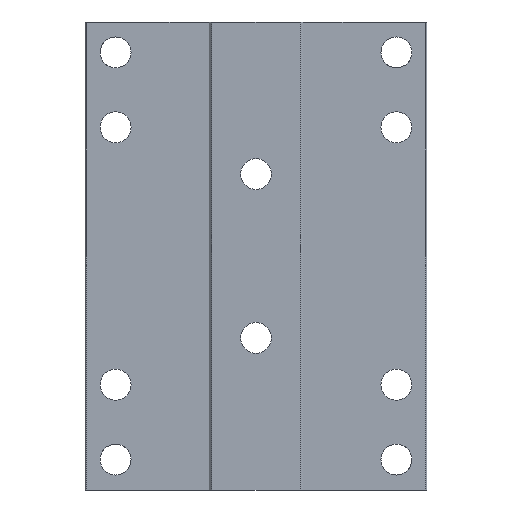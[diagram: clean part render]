
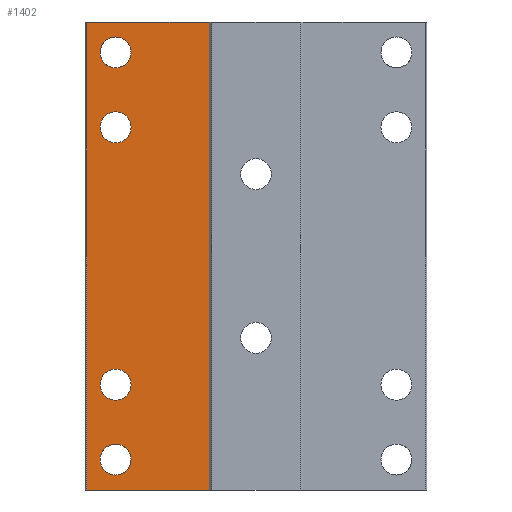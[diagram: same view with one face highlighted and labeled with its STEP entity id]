
A CAD part, front view. The second image highlights one B-rep face of the part: STEP entity #1402.
In plain terms, the highlighted planar face has unit normal (0, -1, 0).
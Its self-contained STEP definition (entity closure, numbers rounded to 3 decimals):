
#13 = EDGE_LOOP ( 'NONE', ( #2455, #807 ) ) ;
#32 = CARTESIAN_POINT ( 'NONE',  ( -36.5, 0., -50. ) ) ;
#37 = DIRECTION ( 'NONE',  ( -1., 0., 0. ) ) ;
#44 = LINE ( 'NONE', #1711, #398 ) ;
#66 = EDGE_CURVE ( 'NONE', #1148, #1380, #171, .T. ) ;
#128 = FACE_BOUND ( 'NONE', #13, .T. ) ;
#142 = VERTEX_POINT ( 'NONE', #1635 ) ;
#152 = EDGE_CURVE ( 'NONE', #1787, #1736, #260, .T. ) ;
#171 = LINE ( 'NONE', #2236, #1367 ) ;
#182 = ORIENTED_EDGE ( 'NONE', *, *, #152, .T. ) ;
#184 = AXIS2_PLACEMENT_3D ( 'NONE', #814, #806, #785 ) ;
#245 = CIRCLE ( 'NONE', #184, 3.3 ) ;
#256 = DIRECTION ( 'NONE',  ( -1., 0., 0. ) ) ;
#260 = CIRCLE ( 'NONE', #552, 3.3 ) ;
#368 = CIRCLE ( 'NONE', #2261, 3.3 ) ;
#377 = AXIS2_PLACEMENT_3D ( 'NONE', #2101, #2292, #978 ) ;
#398 = VECTOR ( 'NONE', #563, 1000. ) ;
#415 = VERTEX_POINT ( 'NONE', #1612 ) ;
#466 = DIRECTION ( 'NONE',  ( 0., 1., 0. ) ) ;
#534 = EDGE_CURVE ( 'NONE', #936, #1117, #2087, .T. ) ;
#542 = ORIENTED_EDGE ( 'NONE', *, *, #1216, .T. ) ;
#552 = AXIS2_PLACEMENT_3D ( 'NONE', #2267, #2460, #2248 ) ;
#563 = DIRECTION ( 'NONE',  ( 0., 0., 1. ) ) ;
#634 = CARTESIAN_POINT ( 'NONE',  ( -30., 0., 43.5 ) ) ;
#650 = CARTESIAN_POINT ( 'NONE',  ( -30., 0., 43.5 ) ) ;
#666 = AXIS2_PLACEMENT_3D ( 'NONE', #1126, #2462, #742 ) ;
#691 = CARTESIAN_POINT ( 'NONE',  ( -10., 0., -50. ) ) ;
#714 = EDGE_CURVE ( 'NONE', #142, #1797, #1417, .T. ) ;
#738 = LINE ( 'NONE', #32, #1098 ) ;
#742 = DIRECTION ( 'NONE',  ( -1., 0., 0. ) ) ;
#751 = AXIS2_PLACEMENT_3D ( 'NONE', #650, #466, #1802 ) ;
#770 = FACE_BOUND ( 'NONE', #1952, .T. ) ;
#785 = DIRECTION ( 'NONE',  ( -1., 0., 0. ) ) ;
#806 = DIRECTION ( 'NONE',  ( 0., 1., 0. ) ) ;
#807 = ORIENTED_EDGE ( 'NONE', *, *, #1876, .T. ) ;
#813 = VERTEX_POINT ( 'NONE', #1187 ) ;
#814 = CARTESIAN_POINT ( 'NONE',  ( -30., 0., -27.5 ) ) ;
#818 = CIRCLE ( 'NONE', #666, 3.3 ) ;
#874 = ORIENTED_EDGE ( 'NONE', *, *, #2040, .T. ) ;
#897 = CARTESIAN_POINT ( 'NONE',  ( -36.2, 0., 50. ) ) ;
#917 = EDGE_CURVE ( 'NONE', #1380, #1147, #738, .T. ) ;
#936 = VERTEX_POINT ( 'NONE', #1753 ) ;
#974 = CARTESIAN_POINT ( 'NONE',  ( -36.2, 0., -50. ) ) ;
#978 = DIRECTION ( 'NONE',  ( -1., 0., 0. ) ) ;
#997 = CIRCLE ( 'NONE', #1086, 3.3 ) ;
#1038 = DIRECTION ( 'NONE',  ( 0., 1., 0. ) ) ;
#1086 = AXIS2_PLACEMENT_3D ( 'NONE', #2178, #1038, #256 ) ;
#1098 = VECTOR ( 'NONE', #1560, 1000. ) ;
#1110 = CARTESIAN_POINT ( 'NONE',  ( -26.7, 0., -43.5 ) ) ;
#1117 = VERTEX_POINT ( 'NONE', #1860 ) ;
#1126 = CARTESIAN_POINT ( 'NONE',  ( -30., 0., -27.5 ) ) ;
#1143 = EDGE_LOOP ( 'NONE', ( #542, #1292, #2290, #1287 ) ) ;
#1147 = VERTEX_POINT ( 'NONE', #691 ) ;
#1148 = VERTEX_POINT ( 'NONE', #897 ) ;
#1152 = ORIENTED_EDGE ( 'NONE', *, *, #1986, .T. ) ;
#1187 = CARTESIAN_POINT ( 'NONE',  ( -10., 0., 50. ) ) ;
#1196 = LINE ( 'NONE', #1359, #2079 ) ;
#1207 = DIRECTION ( 'NONE',  ( -1., 0., 0. ) ) ;
#1216 = EDGE_CURVE ( 'NONE', #1147, #813, #44, .T. ) ;
#1217 = DIRECTION ( 'NONE',  ( 0., -1., 0. ) ) ;
#1273 = AXIS2_PLACEMENT_3D ( 'NONE', #1814, #1217, #1801 ) ;
#1287 = ORIENTED_EDGE ( 'NONE', *, *, #917, .T. ) ;
#1292 = ORIENTED_EDGE ( 'NONE', *, *, #2164, .T. ) ;
#1300 = FACE_OUTER_BOUND ( 'NONE', #1143, .T. ) ;
#1359 = CARTESIAN_POINT ( 'NONE',  ( -36.5, 0., 50. ) ) ;
#1367 = VECTOR ( 'NONE', #2419, 1000. ) ;
#1380 = VERTEX_POINT ( 'NONE', #974 ) ;
#1402 = ADVANCED_FACE ( 'NONE', ( #1958, #770, #128, #1602, #1300 ), #2177, .T. ) ;
#1417 = CIRCLE ( 'NONE', #377, 3.3 ) ;
#1433 = EDGE_LOOP ( 'NONE', ( #2345, #1707 ) ) ;
#1442 = VERTEX_POINT ( 'NONE', #1792 ) ;
#1488 = CARTESIAN_POINT ( 'NONE',  ( -30., 0., -43.5 ) ) ;
#1560 = DIRECTION ( 'NONE',  ( 1., 0., 0. ) ) ;
#1593 = EDGE_LOOP ( 'NONE', ( #1152, #874 ) ) ;
#1602 = FACE_BOUND ( 'NONE', #1433, .T. ) ;
#1612 = CARTESIAN_POINT ( 'NONE',  ( -33.3, 0., -27.5 ) ) ;
#1635 = CARTESIAN_POINT ( 'NONE',  ( -33.3, 0., -43.5 ) ) ;
#1673 = DIRECTION ( 'NONE',  ( -1., 0., 0. ) ) ;
#1680 = CARTESIAN_POINT ( 'NONE',  ( -26.7, 0., 27.5 ) ) ;
#1707 = ORIENTED_EDGE ( 'NONE', *, *, #2269, .T. ) ;
#1711 = CARTESIAN_POINT ( 'NONE',  ( -10., 0., 0. ) ) ;
#1736 = VERTEX_POINT ( 'NONE', #2355 ) ;
#1753 = CARTESIAN_POINT ( 'NONE',  ( -33.3, 0., 43.5 ) ) ;
#1787 = VERTEX_POINT ( 'NONE', #1680 ) ;
#1792 = CARTESIAN_POINT ( 'NONE',  ( -26.7, 0., -27.5 ) ) ;
#1797 = VERTEX_POINT ( 'NONE', #1110 ) ;
#1801 = DIRECTION ( 'NONE',  ( 1., 0., 0. ) ) ;
#1802 = DIRECTION ( 'NONE',  ( -1., 0., 0. ) ) ;
#1814 = CARTESIAN_POINT ( 'NONE',  ( -36.5, 0., 0. ) ) ;
#1860 = CARTESIAN_POINT ( 'NONE',  ( -26.7, 0., 43.5 ) ) ;
#1876 = EDGE_CURVE ( 'NONE', #1797, #142, #368, .T. ) ;
#1952 = EDGE_LOOP ( 'NONE', ( #2380, #182 ) ) ;
#1958 = FACE_BOUND ( 'NONE', #1593, .T. ) ;
#1969 = DIRECTION ( 'NONE',  ( 0., 1., 0. ) ) ;
#1986 = EDGE_CURVE ( 'NONE', #415, #1442, #818, .T. ) ;
#2040 = EDGE_CURVE ( 'NONE', #1442, #415, #245, .T. ) ;
#2079 = VECTOR ( 'NONE', #37, 1000. ) ;
#2087 = CIRCLE ( 'NONE', #2241, 3.3 ) ;
#2101 = CARTESIAN_POINT ( 'NONE',  ( -30., 0., -43.5 ) ) ;
#2104 = CIRCLE ( 'NONE', #751, 3.3 ) ;
#2164 = EDGE_CURVE ( 'NONE', #813, #1148, #1196, .T. ) ;
#2177 = PLANE ( 'NONE',  #1273 ) ;
#2178 = CARTESIAN_POINT ( 'NONE',  ( -30., 0., 27.5 ) ) ;
#2218 = EDGE_CURVE ( 'NONE', #1736, #1787, #997, .T. ) ;
#2236 = CARTESIAN_POINT ( 'NONE',  ( -36.2, 0., 0. ) ) ;
#2238 = DIRECTION ( 'NONE',  ( 0., 1., 0. ) ) ;
#2241 = AXIS2_PLACEMENT_3D ( 'NONE', #634, #1969, #1207 ) ;
#2248 = DIRECTION ( 'NONE',  ( -1., 0., 0. ) ) ;
#2261 = AXIS2_PLACEMENT_3D ( 'NONE', #1488, #2238, #1673 ) ;
#2267 = CARTESIAN_POINT ( 'NONE',  ( -30., 0., 27.5 ) ) ;
#2269 = EDGE_CURVE ( 'NONE', #1117, #936, #2104, .T. ) ;
#2290 = ORIENTED_EDGE ( 'NONE', *, *, #66, .T. ) ;
#2292 = DIRECTION ( 'NONE',  ( 0., 1., 0. ) ) ;
#2345 = ORIENTED_EDGE ( 'NONE', *, *, #534, .T. ) ;
#2355 = CARTESIAN_POINT ( 'NONE',  ( -33.3, 0., 27.5 ) ) ;
#2380 = ORIENTED_EDGE ( 'NONE', *, *, #2218, .T. ) ;
#2419 = DIRECTION ( 'NONE',  ( 0., 0., -1. ) ) ;
#2455 = ORIENTED_EDGE ( 'NONE', *, *, #714, .T. ) ;
#2460 = DIRECTION ( 'NONE',  ( 0., 1., 0. ) ) ;
#2462 = DIRECTION ( 'NONE',  ( 0., 1., 0. ) ) ;
